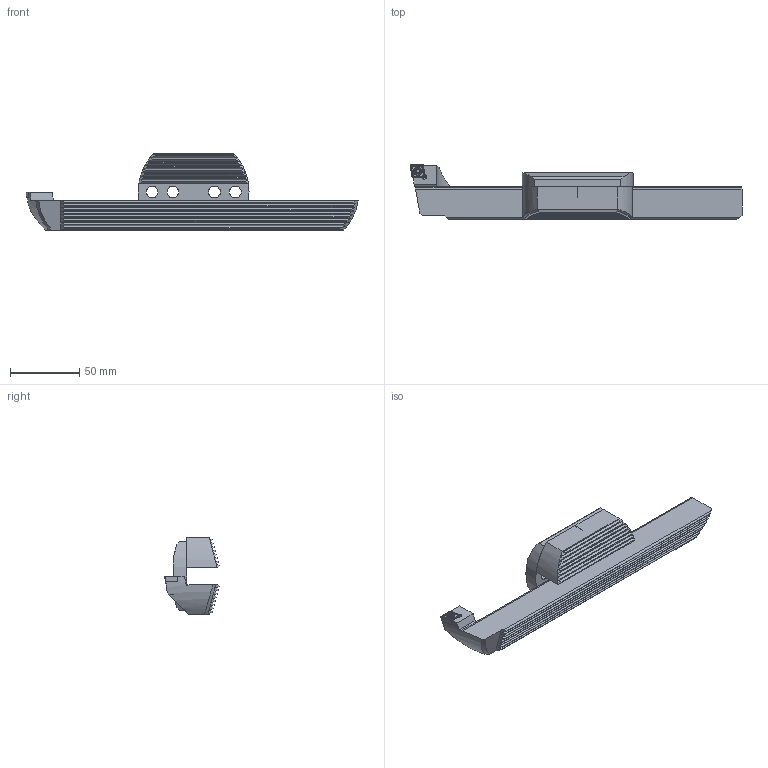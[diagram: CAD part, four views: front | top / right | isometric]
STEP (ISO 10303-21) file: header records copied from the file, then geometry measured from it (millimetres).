
FILE_DESCRIPTION (( 'STEP AP214' ), '1' );
FILE_NAME ('F00.WCB.242.000.STEP', '2020-10-12T09:40:55', ( '' ), ( '' ), 'SwSTEP 2.0', 'SolidWorks 2017', '' );
FILE_SCHEMA (( 'AUTOMOTIVE_DESIGN' ));
Length unit declared in the file: millimetre
Products named in the file (7): F00.WCB.242.000; F00-WCB.136.003_B; WCB-ER2.001.009_A; F00-WCB.242.001; CCMT09T304; F00-WCB.136.002_A; F00-WCB.242.001_C
Assembly tree (6 placements, depth 3):
  F00.WCB.242.000
    F00-WCB.242.001
      F00-WCB.242.001_C
      WCB-ER2.001.009_A
      CCMT09T304
    F00-WCB.136.003_B
    F00-WCB.136.002_A
Bounding box: 239.57 x 39.4 x 55 mm (x, y, z)
Volume: 161949.4 mm3; surface area: 41928.9 mm2
Topology: 5 solids, 5 shells, 967 faces, 2460 edges, 1623 vertices
Faces by surface type: plane 608, bspline 281, cylinder 50, cone 24, torus 3, sphere 1
Full cylindrical faces by diameter (mm): 3.3 x2, 4 x1, 4.4 x1, 5.25 x1, 6.1 x1, 8.5 x4, 14 x4
Entity records: 44804 total; most frequent: CARTESIAN_POINT 22939, ORIENTED_EDGE 4854, DIRECTION 3160, EDGE_CURVE 2427, LINE 1622, VECTOR 1622, VERTEX_POINT 1620, EDGE_LOOP 1127
